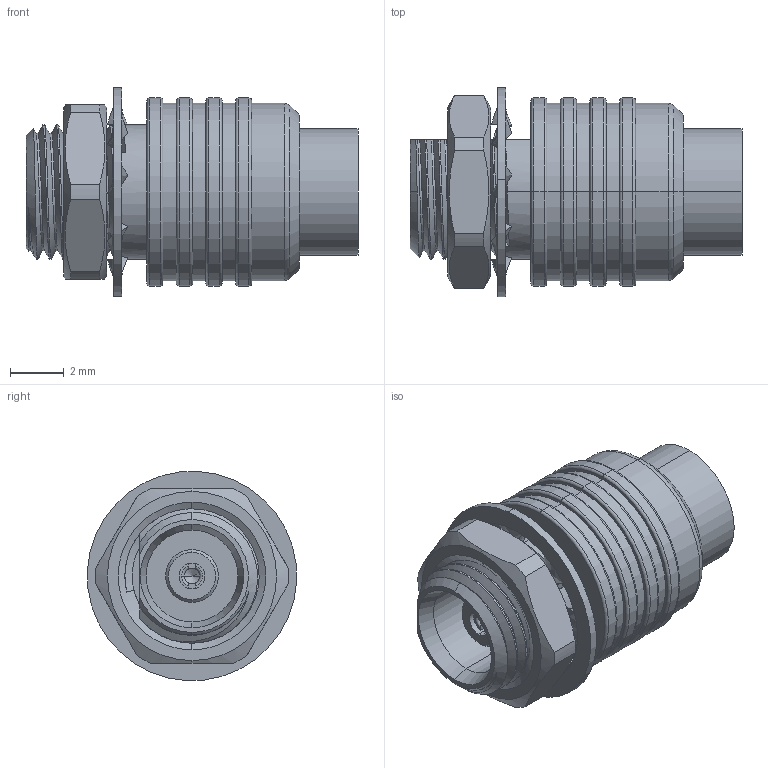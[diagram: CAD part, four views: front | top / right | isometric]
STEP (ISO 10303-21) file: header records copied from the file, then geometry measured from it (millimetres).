
FILE_DESCRIPTION (( 'STEP AP214' ), '1' );
FILE_NAME ('Ðîçåòêà_ÑÐ-50-2-02-Ð-Ï-Ïê-065.STEP', '2018-12-06T07:11:45', ( 'User' ), ( '' ), 'SwSTEP 2.0', 'SolidWorks 2016', '' );
FILE_SCHEMA (( 'AUTOMOTIVE_DESIGN' ));
Length unit declared in the file: millimetre
Products named in the file (1): Ðîçåòêà_ÑÐ-50-2-02-Ð-Ï-Ïê-065
Bounding box: 12.36 x 7.79 x 7.79 mm (x, y, z)
Volume: 280.3 mm3; surface area: 602.2 mm2
Topology: 3 solids, 3 shells, 227 faces, 568 edges, 358 vertices
Faces by surface type: cylinder 83, bspline 59, plane 34, cone 28, torus 23
Entity records: 15561 total; most frequent: CARTESIAN_POINT 8183, ORIENTED_EDGE 1132, DIRECTION 848, EDGE_CURVE 566, VERTEX_POINT 358, AXIS2_PLACEMENT_3D 347, EDGE_LOOP 244, UNCERTAINTY_MEASURE_WITH_UNIT 232
